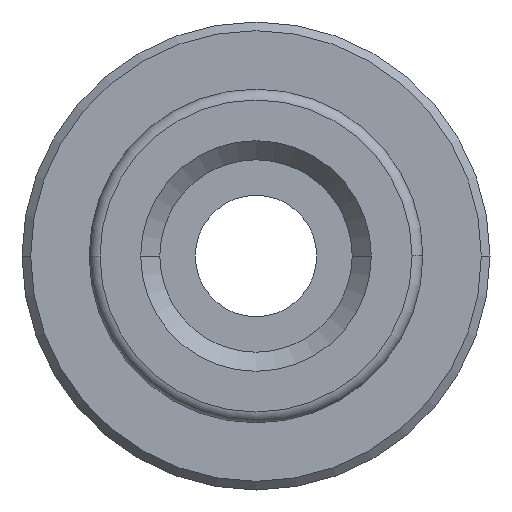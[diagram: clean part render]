
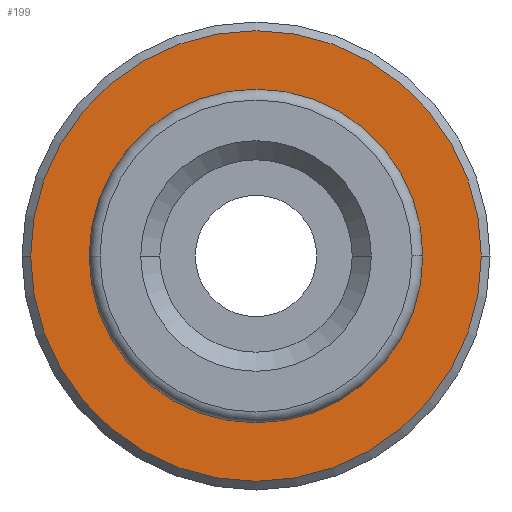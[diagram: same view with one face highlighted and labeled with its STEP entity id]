
A CAD part, front view. The second image highlights one B-rep face of the part: STEP entity #199.
In plain terms, the highlighted planar face has unit normal (0, -1, 0).
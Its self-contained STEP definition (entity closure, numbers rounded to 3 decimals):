
#199=ADVANCED_FACE('',(#404,#405),#406,.T.);
#404=FACE_OUTER_BOUND('',#609,.T.);
#405=FACE_BOUND('',#610,.T.);
#406=PLANE('',#611);
#609=EDGE_LOOP('',(#1080,#1081));
#610=EDGE_LOOP('',(#1082,#1083));
#611=AXIS2_PLACEMENT_3D('',#1084,#1085,#1086);
#1080=ORIENTED_EDGE('',*,*,#1319,.F.);
#1081=ORIENTED_EDGE('',*,*,#1328,.F.);
#1082=ORIENTED_EDGE('',*,*,#1226,.F.);
#1083=ORIENTED_EDGE('',*,*,#1285,.F.);
#1084=CARTESIAN_POINT('',(6.5,3.7,0.0));
#1085=DIRECTION('',(-0.0,-1.0,-0.0));
#1086=DIRECTION('',(-1.0,0.0,0.0));
#1226=EDGE_CURVE('',#1473,#1471,#1475,.T.);
#1285=EDGE_CURVE('',#1471,#1473,#1548,.T.);
#1319=EDGE_CURVE('',#1585,#1587,#1588,.T.);
#1328=EDGE_CURVE('',#1587,#1585,#1597,.T.);
#1471=VERTEX_POINT('',#1900);
#1473=VERTEX_POINT('',#1903);
#1475=CIRCLE('',#1906,9.0);
#1548=CIRCLE('',#2077,9.0);
#1585=VERTEX_POINT('',#2141);
#1587=VERTEX_POINT('',#2144);
#1588=CIRCLE('',#2145,13.0);
#1597=CIRCLE('',#2168,13.0);
#1900=CARTESIAN_POINT('',(9.0,3.7,0.));
#1903=CARTESIAN_POINT('',(-9.0,3.7,0.));
#1906=AXIS2_PLACEMENT_3D('',#2290,#2291,#2292);
#2077=AXIS2_PLACEMENT_3D('',#2363,#2364,#2365);
#2141=CARTESIAN_POINT('',(13.0,3.7,0.0));
#2144=CARTESIAN_POINT('',(-13.0,3.7,0.));
#2145=AXIS2_PLACEMENT_3D('',#2408,#2409,#2410);
#2168=AXIS2_PLACEMENT_3D('',#2414,#2415,#2416);
#2290=CARTESIAN_POINT('',(0.0,3.7,0.0));
#2291=DIRECTION('',(0.0,-1.0,-0.0));
#2292=DIRECTION('',(1.0,0.0,0.0));
#2363=CARTESIAN_POINT('',(0.0,3.7,0.0));
#2364=DIRECTION('',(0.0,-1.0,-0.0));
#2365=DIRECTION('',(1.0,0.0,0.0));
#2408=CARTESIAN_POINT('',(0.0,3.7,0.0));
#2409=DIRECTION('',(-0.0,1.0,0.0));
#2410=DIRECTION('',(1.0,0.0,0.0));
#2414=CARTESIAN_POINT('',(0.0,3.7,0.0));
#2415=DIRECTION('',(-0.0,1.0,0.0));
#2416=DIRECTION('',(1.0,0.0,0.0));
